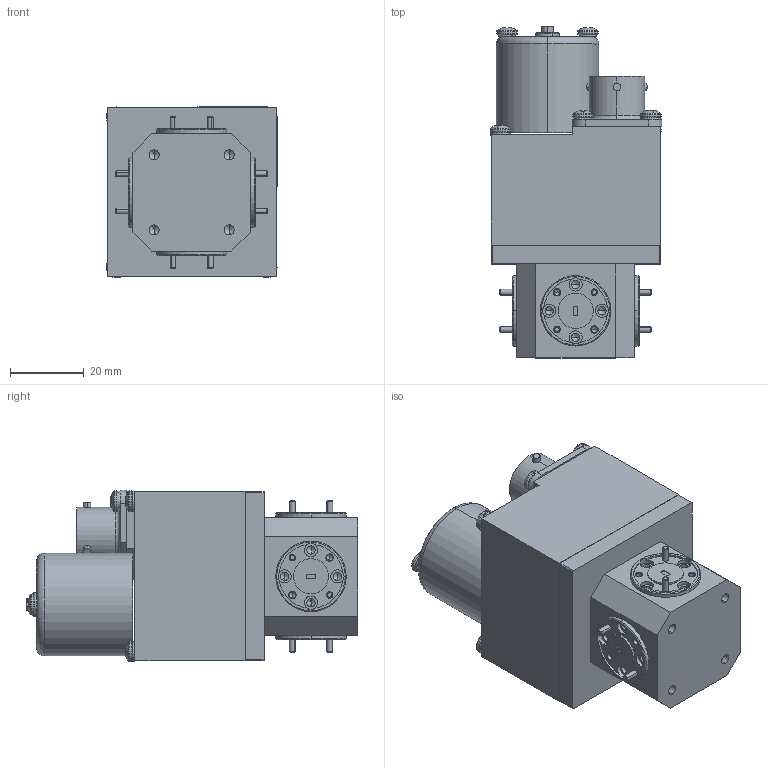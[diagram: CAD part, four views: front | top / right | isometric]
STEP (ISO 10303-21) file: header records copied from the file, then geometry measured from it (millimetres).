
FILE_DESCRIPTION (( 'STEP AP214' ), '1' );
FILE_NAME ('WJ-TW-A Step File.STEP', '2022-09-09T19:28:40', ( '' ), ( '' ), 'SwSTEP 2.0', 'SolidWorks 2021', '' );
FILE_SCHEMA (( 'AUTOMOTIVE_DESIGN' ));
Length unit declared in the file: inch
Products named in the file (1): WJ-TW-A Step File
Bounding box: 46.39 x 89.79 x 46.39 mm (x, y, z)
Volume: 117129.9 mm3; surface area: 28505.7 mm2
Topology: 29 solids, 29 shells, 916 faces, 2276 edges, 1422 vertices
Faces by surface type: cylinder 343, plane 319, cone 186, torus 48, sphere 16, bspline 4
Entity records: 28024 total; most frequent: CARTESIAN_POINT 6041, DIRECTION 4718, ORIENTED_EDGE 4408, EDGE_CURVE 2204, AXIS2_PLACEMENT_3D 1875, VERTEX_POINT 1422, EDGE_LOOP 992, VECTOR 968
